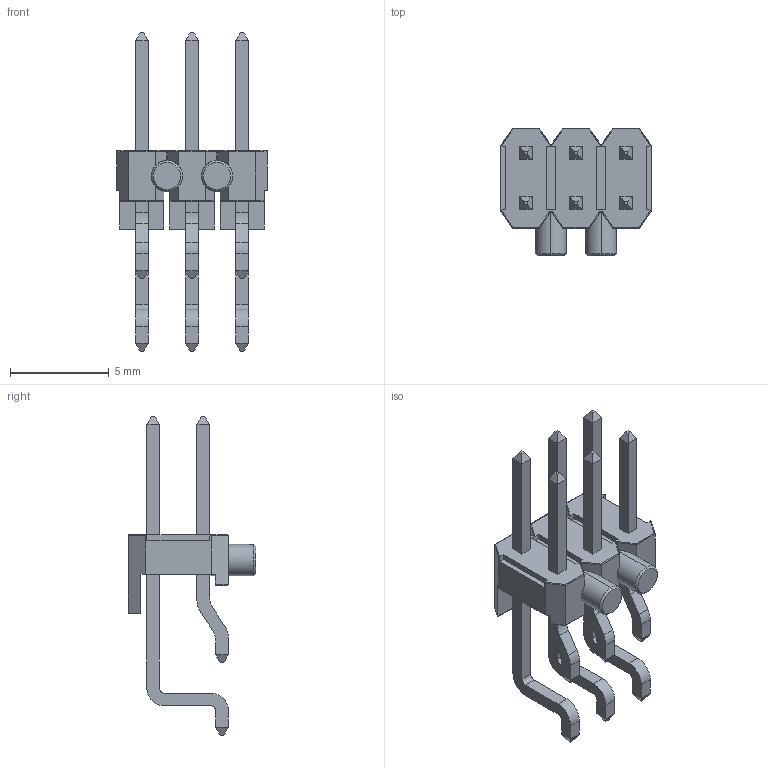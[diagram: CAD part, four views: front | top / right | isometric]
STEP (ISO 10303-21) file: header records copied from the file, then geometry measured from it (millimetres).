
FILE_DESCRIPTION (( 'STEP AP214' ), '1' );
FILE_NAME ('610106249121.STEP', '2024-04-22T07:20:01', ( '' ), ( '' ), 'SwSTEP 2.0', 'SolidWorks 2016', '' );
FILE_SCHEMA (( 'AUTOMOTIVE_DESIGN' ));
Length unit declared in the file: millimetre
Products named in the file (1): 610106249121
Bounding box: 7.62 x 6.48 x 16.16 mm (x, y, z)
Volume: 118.8 mm3; surface area: 388.4 mm2
Topology: 1 solids, 1 shells, 274 faces, 678 edges, 420 vertices
Faces by surface type: plane 192, cylinder 74, cone 4, torus 4
Entity records: 9684 total; most frequent: CARTESIAN_POINT 1559, ORIENTED_EDGE 1356, DIRECTION 1262, EDGE_CURVE 678, VECTOR 540, LINE 540, VERTEX_POINT 420, AXIS2_PLACEMENT_3D 361
